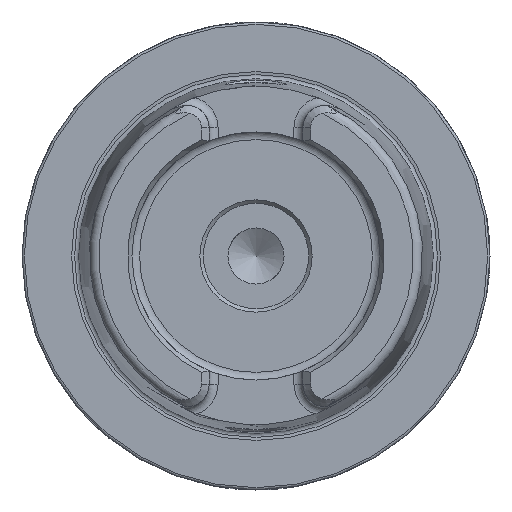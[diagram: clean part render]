
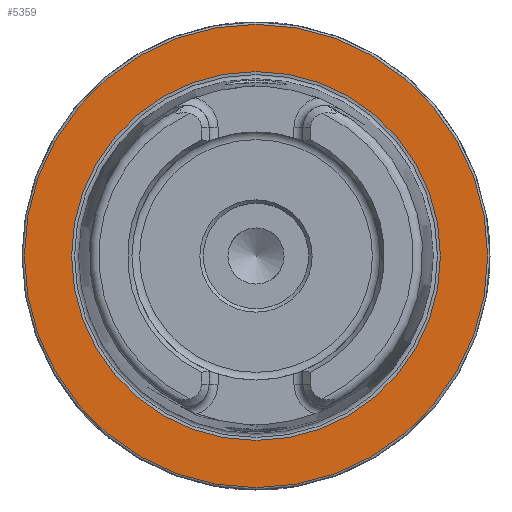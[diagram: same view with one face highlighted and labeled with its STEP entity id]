
A CAD part, left-side view. The second image highlights one B-rep face of the part: STEP entity #5359.
In plain terms, the highlighted planar face has unit normal (-1, 0, 0).
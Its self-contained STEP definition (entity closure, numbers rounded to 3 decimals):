
#127 = VERTEX_POINT ( 'NONE', #950 ) ;
#231 = EDGE_LOOP ( 'NONE', ( #9981 ) ) ;
#573 = CARTESIAN_POINT ( 'NONE',  ( 0., 0., 0. ) ) ;
#950 = CARTESIAN_POINT ( 'NONE',  ( 0., 0., 49.5 ) ) ;
#1031 = DIRECTION ( 'NONE',  ( 0., 0., -1. ) ) ;
#1252 = AXIS2_PLACEMENT_3D ( 'NONE', #573, #1363, #4250 ) ;
#1363 = DIRECTION ( 'NONE',  ( -1., 0., 0. ) ) ;
#1397 = EDGE_CURVE ( 'NONE', #6449, #6449, #5580, .T. ) ;
#2986 = PLANE ( 'NONE',  #11590 ) ;
#3161 = CIRCLE ( 'NONE', #1252, 49.5 ) ;
#3339 = DIRECTION ( 'NONE',  ( -1., 0., 0. ) ) ;
#3980 = CARTESIAN_POINT ( 'NONE',  ( 0., 49.5, 0. ) ) ;
#4245 = DIRECTION ( 'NONE',  ( 0., 0., 1. ) ) ;
#4250 = DIRECTION ( 'NONE',  ( 0., 0., 1. ) ) ;
#4621 = EDGE_LOOP ( 'NONE', ( #12051 ) ) ;
#5359 = ADVANCED_FACE ( 'NONE', ( #9521, #9232 ), #2986, .F. ) ;
#5580 = CIRCLE ( 'NONE', #6266, 39.405 ) ;
#5751 = DIRECTION ( 'NONE',  ( 1., 0., 0. ) ) ;
#6098 = CARTESIAN_POINT ( 'NONE',  ( 0., 0., 0. ) ) ;
#6266 = AXIS2_PLACEMENT_3D ( 'NONE', #6098, #3339, #4245 ) ;
#6449 = VERTEX_POINT ( 'NONE', #7309 ) ;
#7309 = CARTESIAN_POINT ( 'NONE',  ( 0., 0., 39.405 ) ) ;
#9232 = FACE_OUTER_BOUND ( 'NONE', #4621, .T. ) ;
#9521 = FACE_BOUND ( 'NONE', #231, .T. ) ;
#9780 = EDGE_CURVE ( 'NONE', #127, #127, #3161, .T. ) ;
#9981 = ORIENTED_EDGE ( 'NONE', *, *, #1397, .F. ) ;
#11590 = AXIS2_PLACEMENT_3D ( 'NONE', #3980, #5751, #1031 ) ;
#12051 = ORIENTED_EDGE ( 'NONE', *, *, #9780, .T. ) ;
